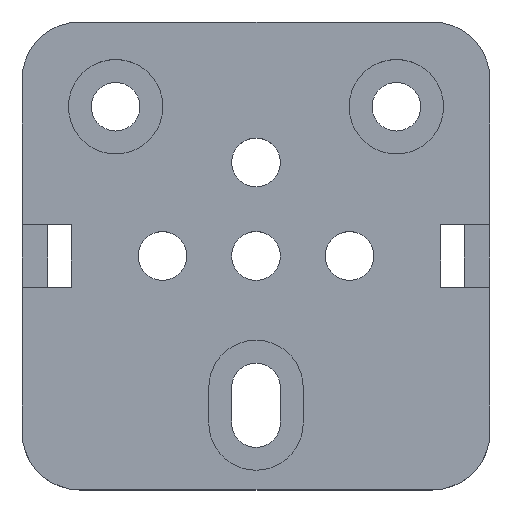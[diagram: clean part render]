
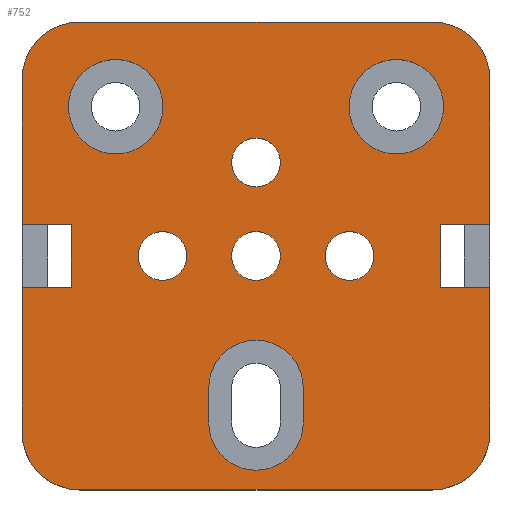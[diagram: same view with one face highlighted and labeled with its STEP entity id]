
A CAD part, top view. The second image highlights one B-rep face of the part: STEP entity #752.
In plain terms, the highlighted planar face has unit normal (0, 0, 1).
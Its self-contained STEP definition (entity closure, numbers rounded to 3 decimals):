
#15=FACE_BOUND('',#99,.T.);
#16=FACE_BOUND('',#100,.T.);
#17=FACE_BOUND('',#101,.T.);
#18=FACE_BOUND('',#102,.T.);
#19=FACE_BOUND('',#103,.T.);
#20=FACE_BOUND('',#104,.T.);
#21=FACE_BOUND('',#105,.T.);
#35=PLANE('',#807);
#59=FACE_OUTER_BOUND('',#98,.T.);
#98=EDGE_LOOP('',(#530,#531,#532,#533,#534,#535,#536,#537,#538,#539,#540,
#541,#542,#543,#544,#545));
#99=EDGE_LOOP('',(#546));
#100=EDGE_LOOP('',(#547));
#101=EDGE_LOOP('',(#548));
#102=EDGE_LOOP('',(#549));
#103=EDGE_LOOP('',(#550));
#104=EDGE_LOOP('',(#551,#552,#553,#554));
#105=EDGE_LOOP('',(#555));
#156=LINE('',#1106,#232);
#160=LINE('',#1114,#236);
#163=LINE('',#1120,#239);
#164=LINE('',#1124,#240);
#165=LINE('',#1126,#241);
#166=LINE('',#1128,#242);
#167=LINE('',#1130,#243);
#168=LINE('',#1132,#244);
#169=LINE('',#1136,#245);
#170=LINE('',#1139,#246);
#171=LINE('',#1141,#247);
#172=LINE('',#1142,#248);
#173=LINE('',#1155,#249);
#174=LINE('',#1159,#250);
#232=VECTOR('',#886,10.);
#236=VECTOR('',#890,10.);
#239=VECTOR('',#895,10.);
#240=VECTOR('',#898,10.);
#241=VECTOR('',#899,10.);
#242=VECTOR('',#900,10.);
#243=VECTOR('',#901,10.);
#244=VECTOR('',#902,10.);
#245=VECTOR('',#905,10.);
#246=VECTOR('',#908,10.);
#247=VECTOR('',#909,10.);
#248=VECTOR('',#910,10.);
#249=VECTOR('',#921,10.);
#250=VECTOR('',#924,10.);
#306=CIRCLE('',#804,6.17);
#308=CIRCLE('',#808,6.17);
#309=CIRCLE('',#809,6.17);
#310=CIRCLE('',#810,6.17);
#311=CIRCLE('',#811,2.6);
#312=CIRCLE('',#812,2.6);
#313=CIRCLE('',#813,2.6);
#314=CIRCLE('',#814,2.6);
#315=CIRCLE('',#815,5.05);
#316=CIRCLE('',#816,5.05);
#317=CIRCLE('',#817,5.05);
#318=CIRCLE('',#818,5.05);
#338=VERTEX_POINT('',#1096);
#339=VERTEX_POINT('',#1097);
#342=VERTEX_POINT('',#1105);
#345=VERTEX_POINT('',#1111);
#346=VERTEX_POINT('',#1113);
#348=VERTEX_POINT('',#1119);
#349=VERTEX_POINT('',#1121);
#350=VERTEX_POINT('',#1123);
#351=VERTEX_POINT('',#1125);
#352=VERTEX_POINT('',#1127);
#353=VERTEX_POINT('',#1129);
#354=VERTEX_POINT('',#1131);
#355=VERTEX_POINT('',#1133);
#356=VERTEX_POINT('',#1135);
#357=VERTEX_POINT('',#1138);
#358=VERTEX_POINT('',#1140);
#359=VERTEX_POINT('',#1143);
#360=VERTEX_POINT('',#1145);
#361=VERTEX_POINT('',#1147);
#362=VERTEX_POINT('',#1149);
#363=VERTEX_POINT('',#1151);
#364=VERTEX_POINT('',#1153);
#365=VERTEX_POINT('',#1154);
#366=VERTEX_POINT('',#1156);
#367=VERTEX_POINT('',#1158);
#368=VERTEX_POINT('',#1161);
#410=EDGE_CURVE('',#338,#339,#306,.T.);
#414=EDGE_CURVE('',#342,#339,#156,.T.);
#418=EDGE_CURVE('',#346,#345,#160,.T.);
#421=EDGE_CURVE('',#338,#348,#163,.T.);
#422=EDGE_CURVE('',#349,#348,#308,.T.);
#423=EDGE_CURVE('',#349,#350,#164,.T.);
#424=EDGE_CURVE('',#350,#351,#165,.T.);
#425=EDGE_CURVE('',#351,#352,#166,.T.);
#426=EDGE_CURVE('',#352,#353,#167,.T.);
#427=EDGE_CURVE('',#353,#354,#168,.T.);
#428=EDGE_CURVE('',#355,#354,#309,.T.);
#429=EDGE_CURVE('',#355,#356,#169,.T.);
#430=EDGE_CURVE('',#346,#356,#310,.T.);
#431=EDGE_CURVE('',#345,#357,#170,.T.);
#432=EDGE_CURVE('',#357,#358,#171,.T.);
#433=EDGE_CURVE('',#358,#342,#172,.T.);
#434=EDGE_CURVE('',#359,#359,#311,.T.);
#435=EDGE_CURVE('',#360,#360,#312,.T.);
#436=EDGE_CURVE('',#361,#361,#313,.T.);
#437=EDGE_CURVE('',#362,#362,#314,.T.);
#438=EDGE_CURVE('',#363,#363,#315,.T.);
#439=EDGE_CURVE('',#364,#365,#173,.T.);
#440=EDGE_CURVE('',#366,#365,#316,.T.);
#441=EDGE_CURVE('',#366,#367,#174,.T.);
#442=EDGE_CURVE('',#364,#367,#317,.T.);
#443=EDGE_CURVE('',#368,#368,#318,.T.);
#530=ORIENTED_EDGE('',*,*,#410,.F.);
#531=ORIENTED_EDGE('',*,*,#421,.T.);
#532=ORIENTED_EDGE('',*,*,#422,.F.);
#533=ORIENTED_EDGE('',*,*,#423,.T.);
#534=ORIENTED_EDGE('',*,*,#424,.T.);
#535=ORIENTED_EDGE('',*,*,#425,.T.);
#536=ORIENTED_EDGE('',*,*,#426,.T.);
#537=ORIENTED_EDGE('',*,*,#427,.T.);
#538=ORIENTED_EDGE('',*,*,#428,.F.);
#539=ORIENTED_EDGE('',*,*,#429,.T.);
#540=ORIENTED_EDGE('',*,*,#430,.F.);
#541=ORIENTED_EDGE('',*,*,#418,.T.);
#542=ORIENTED_EDGE('',*,*,#431,.T.);
#543=ORIENTED_EDGE('',*,*,#432,.T.);
#544=ORIENTED_EDGE('',*,*,#433,.T.);
#545=ORIENTED_EDGE('',*,*,#414,.T.);
#546=ORIENTED_EDGE('',*,*,#434,.T.);
#547=ORIENTED_EDGE('',*,*,#435,.T.);
#548=ORIENTED_EDGE('',*,*,#436,.T.);
#549=ORIENTED_EDGE('',*,*,#437,.T.);
#550=ORIENTED_EDGE('',*,*,#438,.T.);
#551=ORIENTED_EDGE('',*,*,#439,.T.);
#552=ORIENTED_EDGE('',*,*,#440,.F.);
#553=ORIENTED_EDGE('',*,*,#441,.T.);
#554=ORIENTED_EDGE('',*,*,#442,.F.);
#555=ORIENTED_EDGE('',*,*,#443,.T.);
#752=ADVANCED_FACE('',(#59,#15,#16,#17,#18,#19,#20,#21),#35,.T.);
#804=AXIS2_PLACEMENT_3D('',#1098,#878,#879);
#807=AXIS2_PLACEMENT_3D('',#1118,#893,#894);
#808=AXIS2_PLACEMENT_3D('',#1122,#896,#897);
#809=AXIS2_PLACEMENT_3D('',#1134,#903,#904);
#810=AXIS2_PLACEMENT_3D('',#1137,#906,#907);
#811=AXIS2_PLACEMENT_3D('',#1144,#911,#912);
#812=AXIS2_PLACEMENT_3D('',#1146,#913,#914);
#813=AXIS2_PLACEMENT_3D('',#1148,#915,#916);
#814=AXIS2_PLACEMENT_3D('',#1150,#917,#918);
#815=AXIS2_PLACEMENT_3D('',#1152,#919,#920);
#816=AXIS2_PLACEMENT_3D('',#1157,#922,#923);
#817=AXIS2_PLACEMENT_3D('',#1160,#925,#926);
#818=AXIS2_PLACEMENT_3D('',#1162,#927,#928);
#878=DIRECTION('center_axis',(0.,0.,-1.));
#879=DIRECTION('ref_axis',(0.707,0.707,0.));
#886=DIRECTION('',(0.,1.,0.));
#890=DIRECTION('',(0.,1.,0.));
#893=DIRECTION('center_axis',(0.,0.,1.));
#894=DIRECTION('ref_axis',(1.,0.,0.));
#895=DIRECTION('',(-1.,0.,0.));
#896=DIRECTION('center_axis',(0.,0.,-1.));
#897=DIRECTION('ref_axis',(-0.707,0.707,0.));
#898=DIRECTION('',(0.,-1.,0.));
#899=DIRECTION('',(1.,0.,0.));
#900=DIRECTION('',(0.,-1.,0.));
#901=DIRECTION('',(-1.,0.,0.));
#902=DIRECTION('',(0.,-1.,0.));
#903=DIRECTION('center_axis',(0.,0.,-1.));
#904=DIRECTION('ref_axis',(-0.707,-0.707,0.));
#905=DIRECTION('',(1.,0.,0.));
#906=DIRECTION('center_axis',(0.,0.,-1.));
#907=DIRECTION('ref_axis',(0.707,-0.707,0.));
#908=DIRECTION('',(-1.,0.,0.));
#909=DIRECTION('',(0.,1.,0.));
#910=DIRECTION('',(1.,0.,0.));
#911=DIRECTION('center_axis',(0.,0.,-1.));
#912=DIRECTION('ref_axis',(1.,0.,0.));
#913=DIRECTION('center_axis',(0.,0.,-1.));
#914=DIRECTION('ref_axis',(1.,0.,0.));
#915=DIRECTION('center_axis',(0.,0.,-1.));
#916=DIRECTION('ref_axis',(1.,0.,0.));
#917=DIRECTION('center_axis',(0.,0.,-1.));
#918=DIRECTION('ref_axis',(1.,0.,0.));
#919=DIRECTION('center_axis',(0.,0.,-1.));
#920=DIRECTION('ref_axis',(-1.,0.,0.));
#921=DIRECTION('',(0.,1.,0.));
#922=DIRECTION('center_axis',(0.,0.,1.));
#923=DIRECTION('ref_axis',(0.707,0.707,0.));
#924=DIRECTION('',(0.,-1.,0.));
#925=DIRECTION('center_axis',(0.,0.,1.));
#926=DIRECTION('ref_axis',(-0.707,-0.707,0.));
#927=DIRECTION('center_axis',(0.,0.,-1.));
#928=DIRECTION('ref_axis',(-1.,0.,0.));
#1096=CARTESIAN_POINT('',(18.83,25.,6.25));
#1097=CARTESIAN_POINT('',(25.,18.83,6.25));
#1098=CARTESIAN_POINT('Origin',(18.83,18.83,6.25));
#1105=CARTESIAN_POINT('',(25.,3.35,6.25));
#1106=CARTESIAN_POINT('',(25.,25.,6.25));
#1111=CARTESIAN_POINT('',(25.,-3.35,6.25));
#1113=CARTESIAN_POINT('',(25.,-18.83,6.25));
#1114=CARTESIAN_POINT('',(25.,25.,6.25));
#1118=CARTESIAN_POINT('Origin',(0.,0.,6.25));
#1119=CARTESIAN_POINT('',(-18.83,25.,6.25));
#1120=CARTESIAN_POINT('',(-25.,25.,6.25));
#1121=CARTESIAN_POINT('',(-25.,18.83,6.25));
#1122=CARTESIAN_POINT('Origin',(-18.83,18.83,6.25));
#1123=CARTESIAN_POINT('',(-25.,3.35,6.25));
#1124=CARTESIAN_POINT('',(-25.,-25.,6.25));
#1125=CARTESIAN_POINT('',(-19.75,3.35,6.25));
#1126=CARTESIAN_POINT('',(-12.5,3.35,6.25));
#1127=CARTESIAN_POINT('',(-19.75,-3.35,6.25));
#1128=CARTESIAN_POINT('',(-19.75,3.35,6.25));
#1129=CARTESIAN_POINT('',(-25.,-3.35,6.25));
#1130=CARTESIAN_POINT('',(-19.75,-3.35,6.25));
#1131=CARTESIAN_POINT('',(-25.,-18.83,6.25));
#1132=CARTESIAN_POINT('',(-25.,-25.,6.25));
#1133=CARTESIAN_POINT('',(-18.83,-25.,6.25));
#1134=CARTESIAN_POINT('Origin',(-18.83,-18.83,6.25));
#1135=CARTESIAN_POINT('',(18.83,-25.,6.25));
#1136=CARTESIAN_POINT('',(25.,-25.,6.25));
#1137=CARTESIAN_POINT('Origin',(18.83,-18.83,6.25));
#1138=CARTESIAN_POINT('',(19.75,-3.35,6.25));
#1139=CARTESIAN_POINT('',(12.5,-3.35,6.25));
#1140=CARTESIAN_POINT('',(19.75,3.35,6.25));
#1141=CARTESIAN_POINT('',(19.75,-3.35,6.25));
#1142=CARTESIAN_POINT('',(19.75,3.35,6.25));
#1143=CARTESIAN_POINT('',(-2.6,10.,6.25));
#1144=CARTESIAN_POINT('Origin',(0.,10.,6.25));
#1145=CARTESIAN_POINT('',(7.4,0.,6.25));
#1146=CARTESIAN_POINT('Origin',(10.,0.,6.25));
#1147=CARTESIAN_POINT('',(-2.6,0.,6.25));
#1148=CARTESIAN_POINT('Origin',(0.,0.,6.25));
#1149=CARTESIAN_POINT('',(-12.6,0.,6.25));
#1150=CARTESIAN_POINT('Origin',(-10.,0.,6.25));
#1151=CARTESIAN_POINT('',(20.05,15.95,6.25));
#1152=CARTESIAN_POINT('Origin',(15.,15.95,6.25));
#1153=CARTESIAN_POINT('',(-5.05,-17.85,6.25));
#1154=CARTESIAN_POINT('',(-5.05,-14.05,6.25));
#1155=CARTESIAN_POINT('',(-5.05,-11.45,6.25));
#1156=CARTESIAN_POINT('',(5.05,-14.05,6.25));
#1157=CARTESIAN_POINT('Origin',(0.,-14.05,6.25));
#1158=CARTESIAN_POINT('',(5.05,-17.85,6.25));
#1159=CARTESIAN_POINT('',(5.05,-4.5,6.25));
#1160=CARTESIAN_POINT('Origin',(0.,-17.85,6.25));
#1161=CARTESIAN_POINT('',(-9.95,15.95,6.25));
#1162=CARTESIAN_POINT('Origin',(-15.,15.95,6.25));
